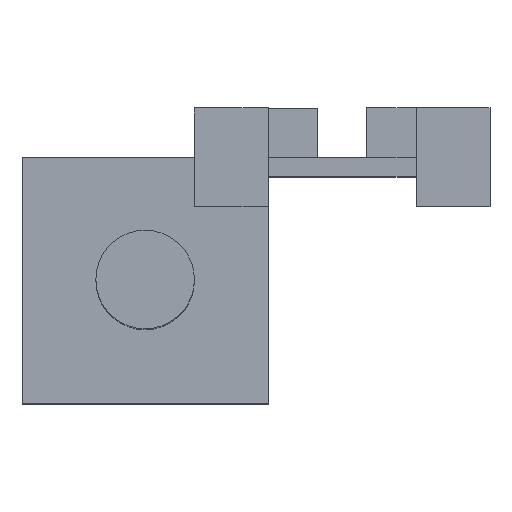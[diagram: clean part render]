
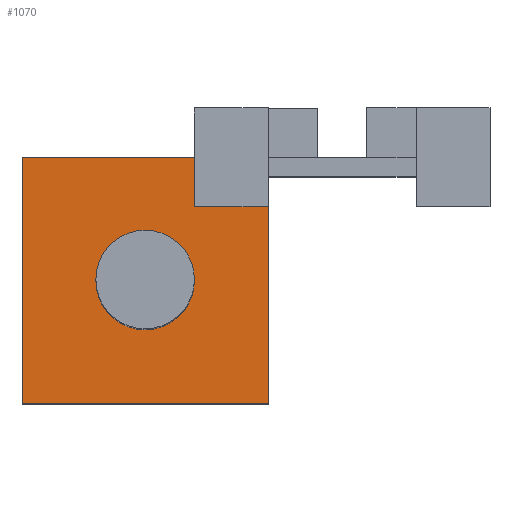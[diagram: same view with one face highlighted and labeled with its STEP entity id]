
A CAD part, top view. The second image highlights one B-rep face of the part: STEP entity #1070.
In plain terms, the highlighted planar face has unit normal (0, 0, 1).
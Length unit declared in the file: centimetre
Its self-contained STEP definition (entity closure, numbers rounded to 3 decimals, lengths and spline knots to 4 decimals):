
#18 = DIRECTION ( 'NONE',  ( 0., 0., -1. ) ) ;
#35 = CARTESIAN_POINT ( 'NONE',  ( 1.5, 2.5, 5. ) ) ;
#53 = LINE ( 'NONE', #1135, #1038 ) ;
#66 = EDGE_CURVE ( 'NONE', #179, #280, #432, .T. ) ;
#76 = CARTESIAN_POINT ( 'NONE',  ( 0., 5., 5. ) ) ;
#88 = VERTEX_POINT ( 'NONE', #536 ) ;
#98 = AXIS2_PLACEMENT_3D ( 'NONE', #1006, #18, #727 ) ;
#177 = ORIENTED_EDGE ( 'NONE', *, *, #575, .F. ) ;
#179 = VERTEX_POINT ( 'NONE', #996 ) ;
#182 = DIRECTION ( 'NONE',  ( 1., 0., 0. ) ) ;
#188 = CARTESIAN_POINT ( 'NONE',  ( 5., 5., 5. ) ) ;
#268 = EDGE_CURVE ( 'NONE', #889, #88, #906, .T. ) ;
#280 = VERTEX_POINT ( 'NONE', #188 ) ;
#306 = ORIENTED_EDGE ( 'NONE', *, *, #492, .F. ) ;
#307 = CARTESIAN_POINT ( 'NONE',  ( 3.5, 2.5, 5. ) ) ;
#384 = AXIS2_PLACEMENT_3D ( 'NONE', #1106, #1098, #744 ) ;
#388 = FACE_BOUND ( 'NONE', #699, .T. ) ;
#432 = LINE ( 'NONE', #1156, #876 ) ;
#443 = ORIENTED_EDGE ( 'NONE', *, *, #66, .T. ) ;
#471 = VERTEX_POINT ( 'NONE', #35 ) ;
#476 = VECTOR ( 'NONE', #915, 100. ) ;
#483 = CIRCLE ( 'NONE', #703, 1. ) ;
#492 = EDGE_CURVE ( 'NONE', #471, #677, #622, .T. ) ;
#513 = DIRECTION ( 'NONE',  ( 0., 0., 1. ) ) ;
#536 = CARTESIAN_POINT ( 'NONE',  ( 0., 0., 5. ) ) ;
#575 = EDGE_CURVE ( 'NONE', #677, #471, #483, .T. ) ;
#576 = ORIENTED_EDGE ( 'NONE', *, *, #665, .T. ) ;
#602 = EDGE_LOOP ( 'NONE', ( #1082, #995, #443, #576 ) ) ;
#611 = FACE_OUTER_BOUND ( 'NONE', #602, .T. ) ;
#621 = CARTESIAN_POINT ( 'NONE',  ( 0., 0., 5. ) ) ;
#622 = CIRCLE ( 'NONE', #384, 1. ) ;
#641 = CARTESIAN_POINT ( 'NONE',  ( 0., 0., 5. ) ) ;
#653 = PLANE ( 'NONE',  #98 ) ;
#665 = EDGE_CURVE ( 'NONE', #280, #889, #53, .T. ) ;
#677 = VERTEX_POINT ( 'NONE', #307 ) ;
#699 = EDGE_LOOP ( 'NONE', ( #306, #177 ) ) ;
#703 = AXIS2_PLACEMENT_3D ( 'NONE', #936, #513, #1036 ) ;
#721 = LINE ( 'NONE', #621, #842 ) ;
#727 = DIRECTION ( 'NONE',  ( -1., 0., 0. ) ) ;
#744 = DIRECTION ( 'NONE',  ( -1., 0., 0. ) ) ;
#780 = DIRECTION ( 'NONE',  ( -1., 0., 0. ) ) ;
#842 = VECTOR ( 'NONE', #182, 100. ) ;
#876 = VECTOR ( 'NONE', #966, 100. ) ;
#889 = VERTEX_POINT ( 'NONE', #76 ) ;
#906 = LINE ( 'NONE', #641, #476 ) ;
#915 = DIRECTION ( 'NONE',  ( 0., -1., 0. ) ) ;
#936 = CARTESIAN_POINT ( 'NONE',  ( 2.5, 2.5, 5. ) ) ;
#966 = DIRECTION ( 'NONE',  ( 0., 1., 0. ) ) ;
#995 = ORIENTED_EDGE ( 'NONE', *, *, #1054, .T. ) ;
#996 = CARTESIAN_POINT ( 'NONE',  ( 5., 0., 5. ) ) ;
#1006 = CARTESIAN_POINT ( 'NONE',  ( 0., 0., 5. ) ) ;
#1036 = DIRECTION ( 'NONE',  ( -1., 0., 0. ) ) ;
#1038 = VECTOR ( 'NONE', #780, 100. ) ;
#1054 = EDGE_CURVE ( 'NONE', #88, #179, #721, .T. ) ;
#1070 = ADVANCED_FACE ( 'NONE', ( #388, #611 ), #653, .F. ) ;
#1082 = ORIENTED_EDGE ( 'NONE', *, *, #268, .T. ) ;
#1098 = DIRECTION ( 'NONE',  ( 0., 0., 1. ) ) ;
#1106 = CARTESIAN_POINT ( 'NONE',  ( 2.5, 2.5, 5. ) ) ;
#1135 = CARTESIAN_POINT ( 'NONE',  ( 0., 5., 5. ) ) ;
#1156 = CARTESIAN_POINT ( 'NONE',  ( 5., 0., 5. ) ) ;
